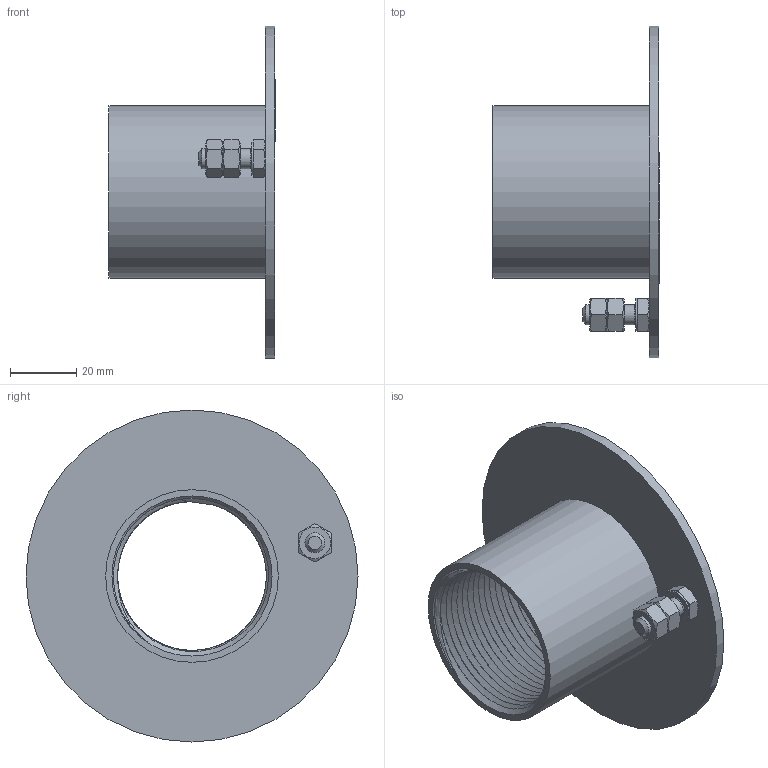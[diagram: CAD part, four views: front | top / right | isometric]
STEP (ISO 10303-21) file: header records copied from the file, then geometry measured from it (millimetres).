
FILE_DESCRIPTION(('STEP AP214'), '1');
FILE_NAME('Ð07-14 Çàêëàäíàÿ ôîðñóíêà äëÿ ïîäêëþ÷åíèÿ ïûëåñîñà ïëèòêà', '2025-08-22T06:27:34', ('Runwill'), (''), 'C3D Converter', 'C3D Toolkit', '');
FILE_SCHEMA(('AUTOMOTIVE_DESIGN { 1 0 10303 214 3 1 1}'));
Length unit declared in the file: millimetre
Assembly tree (4 placements, depth 3):
  (unnamed)
    (unnamed)
      (unnamed)
      (unnamed)  x2
Bounding box: 50 x 100 x 100 mm (x, y, z)
Volume: 40469.1 mm3; surface area: 33950 mm2
Topology: 4 solids, 4 shells, 76 faces, 175 edges, 109 vertices
Faces by surface type: plane 35, cylinder 22, cone 16, bspline 2, torus 1
Full cylindrical faces by diameter (mm): 4.917 x2, 6 x1, 10 x1, 52 x1, 100 x1
Entity records: 11371 total; most frequent: CARTESIAN_POINT 9862, ORIENTED_EDGE 268, DIRECTION 234, EDGE_CURVE 134, AXIS2_PLACEMENT_3D 96, VERTEX_POINT 91, EDGE_LOOP 81, ADVANCED_FACE 63
